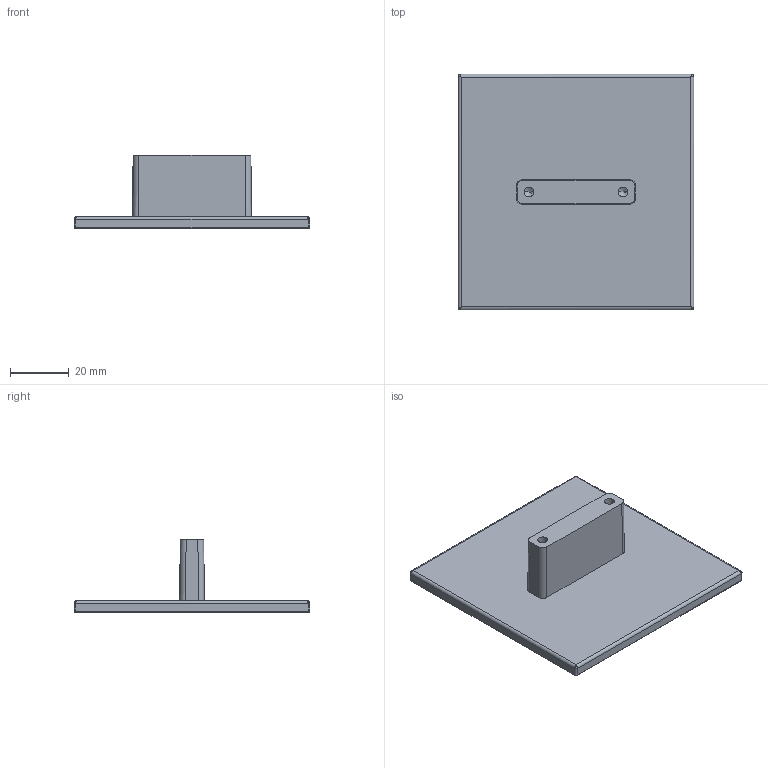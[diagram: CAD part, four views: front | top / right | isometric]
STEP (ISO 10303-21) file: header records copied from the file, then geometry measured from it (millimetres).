
FILE_DESCRIPTION(('Creo Elements/Direct Modeling STEP Export'),'2;1');
FILE_NAME('2053-80.stp','2017-09-06T11:51:52',(''),(''),'Creo Elements/Direct Modeling STEP processor for AP214 (Solid Model)','Creo Elements/Direct Modeling 20.0 12-Nov-2016 (C) Parametric Technology GmbH','');
FILE_SCHEMA(('AUTOMOTIVE_DESIGN { 1 0 10303 214 1 1 1 1 }'));
Length unit declared in the file: millimetre
Products named in the file (1): Griff
Bounding box: 80 x 80 x 25 mm (x, y, z)
Volume: 33384.9 mm3; surface area: 16066.3 mm2
Topology: 1 solids, 1 shells, 57 faces, 132 edges, 74 vertices
Faces by surface type: cylinder 24, plane 13, bspline 12, sphere 4, cone 4
Entity records: 2140 total; most frequent: CARTESIAN_POINT 968, ORIENTED_EDGE 248, DIRECTION 200, EDGE_CURVE 124, AXIS2_PLACEMENT_3D 74, VERTEX_POINT 74, EDGE_LOOP 62, FACE_OUTER_BOUND 57
